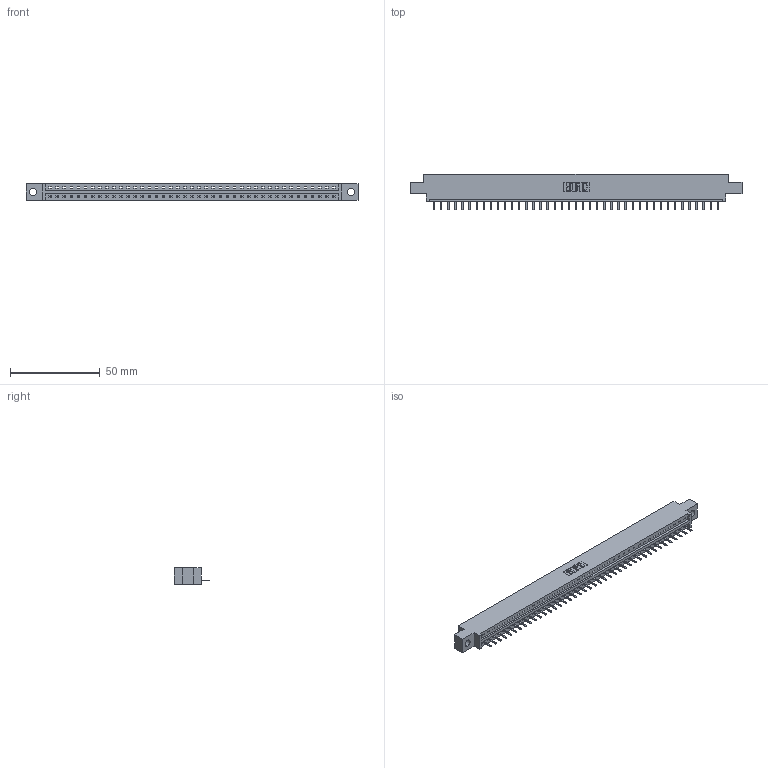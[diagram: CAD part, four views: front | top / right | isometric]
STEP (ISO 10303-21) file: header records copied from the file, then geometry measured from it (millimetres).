
FILE_DESCRIPTION (( 'STEP AP203' ), '1' );
FILE_NAME ('337-041-520-604.STEP', '2018-08-08T21:17:54', ( '' ), ( '' ), 'SwSTEP 2.0', 'SolidWorks 2016', '' );
FILE_SCHEMA (( 'CONFIG_CONTROL_DESIGN' ));
Length unit declared in the file: inch
Products named in the file (3): 345-292-001_345-293-120; 337-041-520-604; 337 Part_0.170 Offset - 0.156 Dia-TH
Assembly tree (42 placements, depth 2):
  337-041-520-604
    337 Part_0.170 Offset - 0.156 Dia-TH
    345-292-001_345-293-120  x41
Bounding box: 185.47 x 20.02 x 9.4 mm (x, y, z)
Volume: 18940.8 mm3; surface area: 19034.1 mm2
Topology: 42 solids, 42 shells, 2824 faces, 8359 edges, 5462 vertices
Faces by surface type: plane 2042, cylinder 782
Entity records: 30855 total; most frequent: CARTESIAN_POINT 5393, ORIENTED_EDGE 5358, DIRECTION 4529, EDGE_CURVE 2679, VECTOR 2547, LINE 2547, VERTEX_POINT 1782, AXIS2_PLACEMENT_3D 991
